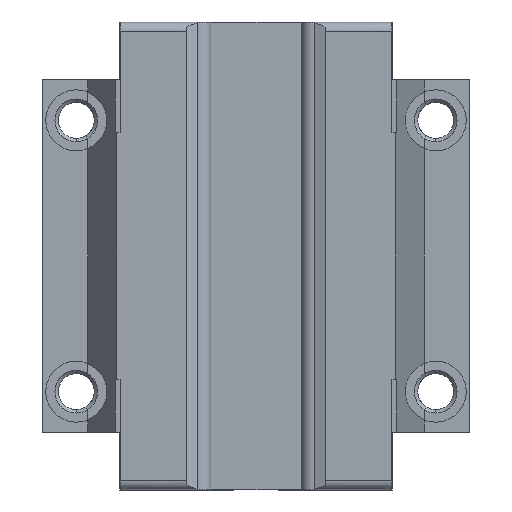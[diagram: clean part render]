
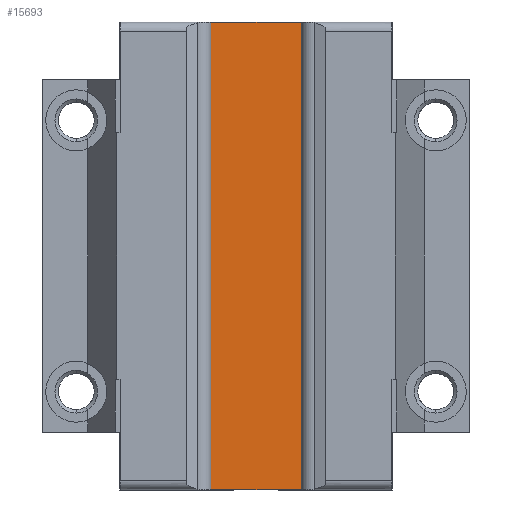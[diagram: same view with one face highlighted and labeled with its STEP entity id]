
A CAD part, front view. The second image highlights one B-rep face of the part: STEP entity #15693.
In plain terms, the highlighted planar face has unit normal (0, -1, 0).
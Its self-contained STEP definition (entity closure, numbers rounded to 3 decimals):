
#2114 = PLANE ( 'NONE',  #2660 ) ;
#2117 = CARTESIAN_POINT ( 'NONE',  ( 7.255, -9.695, -34.5 ) ) ;
#2123 = DIRECTION ( 'NONE',  ( 0., 1., 0. ) ) ;
#2124 = DIRECTION ( 'NONE',  ( -1., 0., 0. ) ) ;
#2282 = CARTESIAN_POINT ( 'NONE',  ( -7.255, -9.695, 34.45 ) ) ;
#2378 = CARTESIAN_POINT ( 'NONE',  ( 7.255, -9.695, 34.45 ) ) ;
#2541 = CARTESIAN_POINT ( 'NONE',  ( 7.255, -9.695, -34.45 ) ) ;
#2547 = CARTESIAN_POINT ( 'NONE',  ( -7.255, -9.695, -34.45 ) ) ;
#2660 = AXIS2_PLACEMENT_3D ( 'NONE', #2117, #2123, #2124 ) ;
#3095 = EDGE_CURVE ( 'NONE', #17094, #17100, #16404, .T. ) ;
#3231 = EDGE_CURVE ( 'NONE', #17094, #16838, #16502, .T. ) ;
#3235 = EDGE_CURVE ( 'NONE', #17100, #16707, #16516, .T. ) ;
#9386 = CARTESIAN_POINT ( 'NONE',  ( 7.255, -9.695, 34.45 ) ) ;
#9387 = DIRECTION ( 'NONE',  ( -1., 0., 0. ) ) ;
#11513 = DIRECTION ( 'NONE',  ( 0., 0., 1. ) ) ;
#11514 = CARTESIAN_POINT ( 'NONE',  ( -7.255, -9.695, -34.5 ) ) ;
#11545 = DIRECTION ( 'NONE',  ( 0., 0., 1. ) ) ;
#11546 = CARTESIAN_POINT ( 'NONE',  ( 7.255, -9.695, -34.5 ) ) ;
#11569 = FACE_OUTER_BOUND ( 'NONE', #16120, .T. ) ;
#11677 = LINE ( 'NONE', #9386, #11679 ) ;
#11679 = VECTOR ( 'NONE', #9387, 1000. ) ;
#13940 = ORIENTED_EDGE ( 'NONE', *, *, #3231, .T. ) ;
#14092 = ORIENTED_EDGE ( 'NONE', *, *, #3095, .F. ) ;
#14128 = ORIENTED_EDGE ( 'NONE', *, *, #3235, .F. ) ;
#14131 = ORIENTED_EDGE ( 'NONE', *, *, #15061, .T. ) ;
#15061 = EDGE_CURVE ( 'NONE', #16838, #16707, #11677, .T. ) ;
#15693 = ADVANCED_FACE ( 'NONE', ( #11569 ), #2114, .F. ) ;
#16120 = EDGE_LOOP ( 'NONE', ( #13940, #14131, #14128, #14092 ) ) ;
#16403 = VECTOR ( 'NONE', #17216, 1000. ) ;
#16404 = LINE ( 'NONE', #17228, #16403 ) ;
#16470 = VECTOR ( 'NONE', #11513, 1000. ) ;
#16502 = LINE ( 'NONE', #11546, #16514 ) ;
#16514 = VECTOR ( 'NONE', #11545, 1000. ) ;
#16516 = LINE ( 'NONE', #11514, #16470 ) ;
#16707 = VERTEX_POINT ( 'NONE', #2282 ) ;
#16838 = VERTEX_POINT ( 'NONE', #2378 ) ;
#17094 = VERTEX_POINT ( 'NONE', #2541 ) ;
#17100 = VERTEX_POINT ( 'NONE', #2547 ) ;
#17216 = DIRECTION ( 'NONE',  ( -1., 0., 0. ) ) ;
#17228 = CARTESIAN_POINT ( 'NONE',  ( -20.1, -9.695, -34.45 ) ) ;
